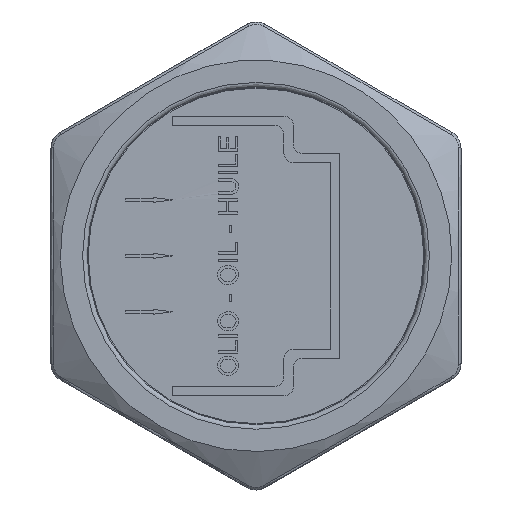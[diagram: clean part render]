
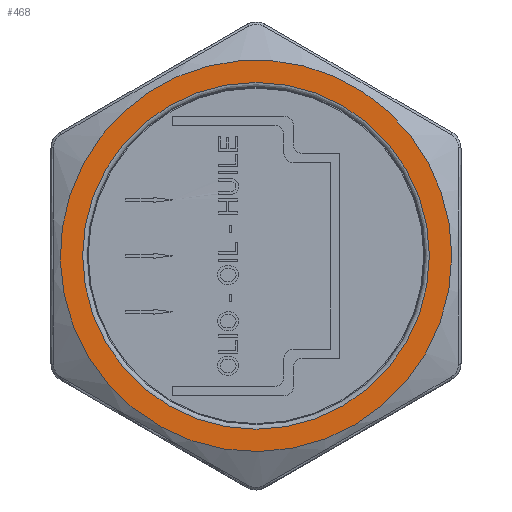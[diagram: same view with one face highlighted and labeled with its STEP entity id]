
A CAD part, top view. The second image highlights one B-rep face of the part: STEP entity #468.
In plain terms, the highlighted planar face has unit normal (0, 0, 1).
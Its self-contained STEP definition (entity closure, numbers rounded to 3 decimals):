
#468 = ADVANCED_FACE( '', ( #1056, #1057 ), #1058, .T. );
#1056 = FACE_BOUND( '', #2417, .T. );
#1057 = FACE_OUTER_BOUND( '', #2418, .T. );
#1058 = PLANE( '', #2419 );
#2417 = EDGE_LOOP( '', ( #4181 ) );
#2418 = EDGE_LOOP( '', ( #4182 ) );
#2419 = AXIS2_PLACEMENT_3D( '', #4183, #4184, #4185 );
#4181 = ORIENTED_EDGE( '', *, *, #5344, .T. );
#4182 = ORIENTED_EDGE( '', *, *, #5219, .T. );
#4183 = CARTESIAN_POINT( '', ( 0., 0., 18. ) );
#4184 = DIRECTION( '', ( 0., 0., 1. ) );
#4185 = DIRECTION( '', ( 1., 0., 0. ) );
#5219 = EDGE_CURVE( '', #6121, #6121, #6122, .T. );
#5344 = EDGE_CURVE( '', #6282, #6282, #6283, .F. );
#6121 = VERTEX_POINT( '', #8087 );
#6122 = CIRCLE( '', #8088, 10.5 );
#6282 = VERTEX_POINT( '', #8396 );
#6283 = CIRCLE( '', #8397, 9.3 );
#8087 = CARTESIAN_POINT( '', ( 10.5, 0., 18. ) );
#8088 = AXIS2_PLACEMENT_3D( '', #8961, #8962, #8963 );
#8396 = CARTESIAN_POINT( '', ( 9.3, 0., 18. ) );
#8397 = AXIS2_PLACEMENT_3D( '', #9032, #9033, #9034 );
#8961 = CARTESIAN_POINT( '', ( 0., 0., 18. ) );
#8962 = DIRECTION( '', ( 0., 0., 1. ) );
#8963 = DIRECTION( '', ( 1., 0., 0. ) );
#9032 = CARTESIAN_POINT( '', ( 0., 0., 18. ) );
#9033 = DIRECTION( '', ( 0., 0., 1. ) );
#9034 = DIRECTION( '', ( 1., 0., 0. ) );
